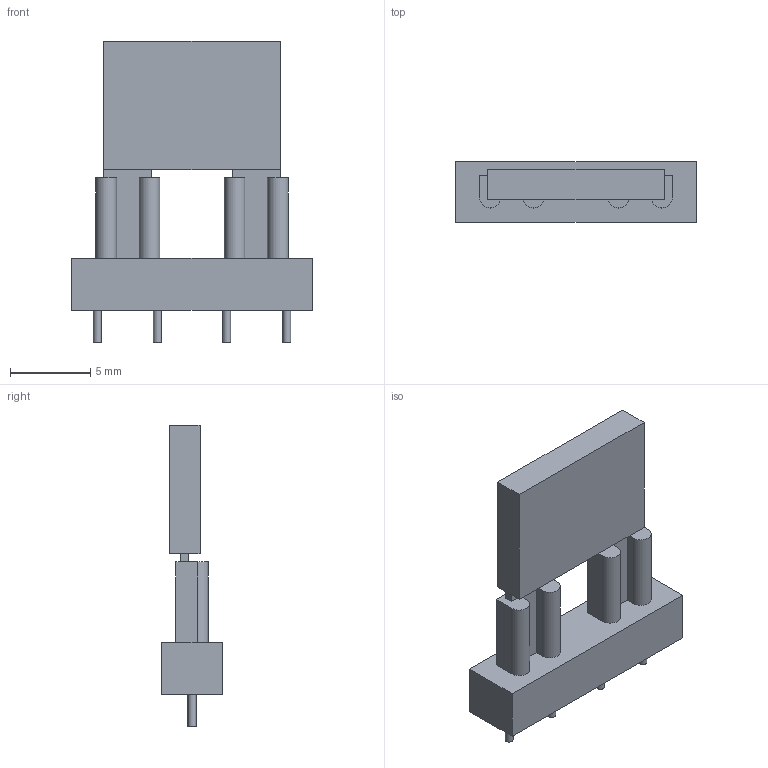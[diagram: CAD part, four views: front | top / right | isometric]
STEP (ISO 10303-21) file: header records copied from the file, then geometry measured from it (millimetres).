
FILE_DESCRIPTION(/* description */ (''),/* implementation_level */ '2;1');
FILE_NAME(/* name */ '30A.stp',/* time_stamp */ '2022-11-22T00:09:16+01:00',/* author */ (''),/* organization */ (''),/* preprocessor_version */ 'ST-DEVELOPER v15.2',/* originating_system */ 'Autodesk Translator Framework v2.0.0.5431',/* authorisation */ '');
FILE_SCHEMA (('AUTOMOTIVE_DESIGN { 1 0 10303 214 3 1 1 }'));
Length unit declared in the file: centimetre
Products named in the file (1): (Unsaved)
Bounding box: 15 x 3.75 x 18.75 mm (x, y, z)
Volume: 412.7 mm3; surface area: 772.4 mm2
Topology: 10 solids, 10 shells, 64 faces, 132 edges, 88 vertices
Faces by surface type: plane 56, cylinder 8
Full cylindrical faces by diameter (mm): 0.5 x4
Entity records: 1661 total; most frequent: CARTESIAN_POINT 281, DIRECTION 274, ORIENTED_EDGE 256, EDGE_CURVE 128, LINE 112, VECTOR 112, VERTEX_POINT 88, AXIS2_PLACEMENT_3D 81
